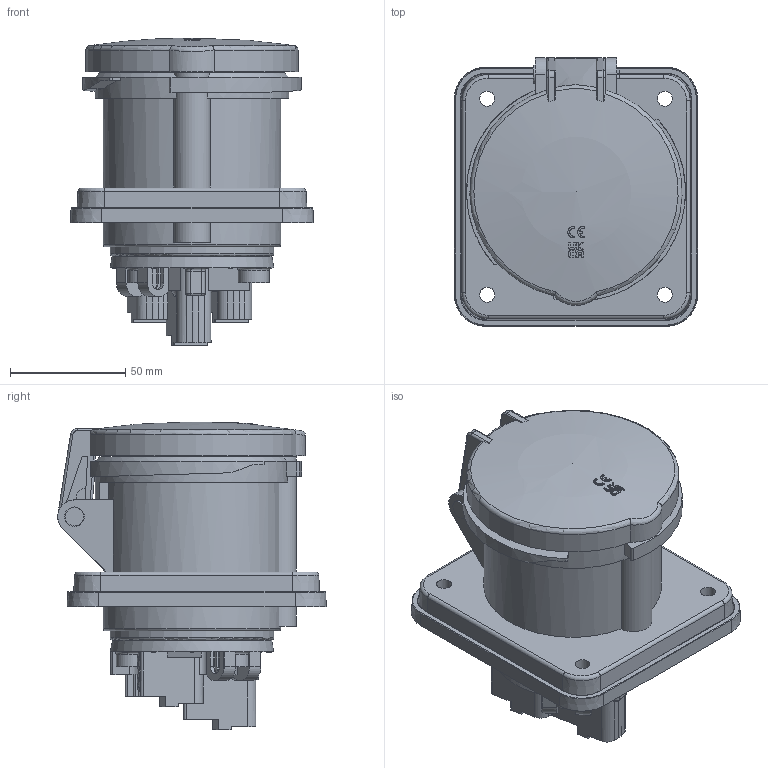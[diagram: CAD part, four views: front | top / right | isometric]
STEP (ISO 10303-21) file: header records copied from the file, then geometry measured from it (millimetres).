
FILE_DESCRIPTION(/* description */ (''),/* implementation_level */ '2;1');
FILE_NAME(/* name */ '1307.stp',/* time_stamp */ '2023-09-12T11:58:37+02:00',/* author */ ('massmann'),/* organization */ (''),/* preprocessor_version */ 'ST-DEVELOPER v17',/* originating_system */ 'Autodesk Inventor 2018',/* authorisation */ '');
FILE_SCHEMA (('AUTOMOTIVE_DESIGN { 1 0 10303 214 3 1 1 }'));
Products named in the file (1): 1307
Bounding box: 105.4 x 116.45 x 133.55 mm (x, y, z)
Volume: 633969.9 mm3; surface area: 87516.8 mm2
Topology: 1 solids, 8 shells, 1406 faces, 3842 edges, 2525 vertices
Faces by surface type: plane 786, cylinder 240, bspline 239, torus 68, cone 54, sphere 19
Full cylindrical faces by diameter (mm): 1.2 x5, 3.6 x1, 4.4 x1, 5 x9, 5.1 x2, 5.2 x1, 6.5 x4, 8 x1, 8.5 x2, 9 x2, 71 x1, 77 x1
Entity records: 51952 total; most frequent: CARTESIAN_POINT 16277, ORIENTED_EDGE 7674, DIRECTION 6396, EDGE_CURVE 3837, VERTEX_POINT 2525, AXIS2_PLACEMENT_3D 2143, LINE 2110, VECTOR 2110
